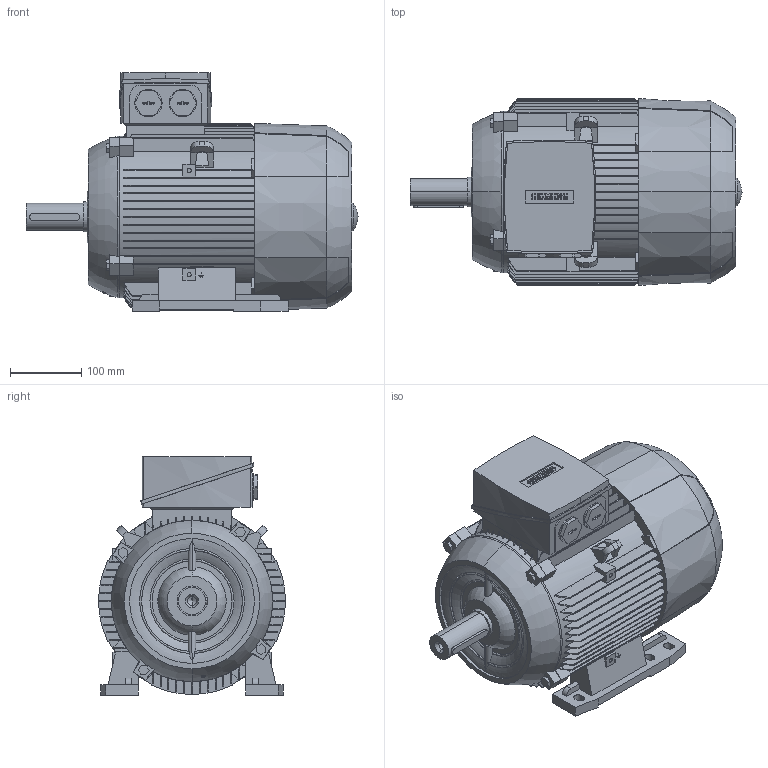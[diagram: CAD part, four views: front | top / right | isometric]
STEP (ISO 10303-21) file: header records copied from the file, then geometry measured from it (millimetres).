
FILE_DESCRIPTION(('STEP AP214'),'1');
FILE_NAME('cctmp_C90C66D7-1AE0-4857-A3D5-681514958137_2023_06_27_09_16_11_0880..stp','2023-06-27T07:16:12',('SIEMENS A&D'),('CADClick - www.CADClick.com'),'Spatial InterOp 3D',' ','unknown authorization');
FILE_SCHEMA(('AUTOMOTIVE_DESIGN'));
Length unit declared in the file: millimetre
Products named in the file (1): 1
Bounding box: 465 x 262 x 334 mm (x, y, z)
Volume: 18438391.7 mm3; surface area: 804540.2 mm2
Topology: 7 solids, 7 shells, 962 faces, 2703 edges, 1787 vertices
Faces by surface type: plane 581, cylinder 227, torus 136, cone 18
Entity records: 45791 total; most frequent: CARTESIAN_POINT 13566, ORIENTED_EDGE 5398, DIRECTION 4726, EDGE_CURVE 2699, VERTEX_POINT 1787, LINE 1642, VECTOR 1642, AXIS2_PLACEMENT_3D 1542
